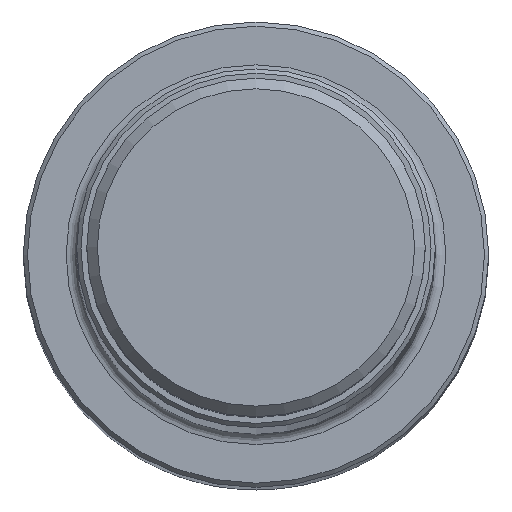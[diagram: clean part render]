
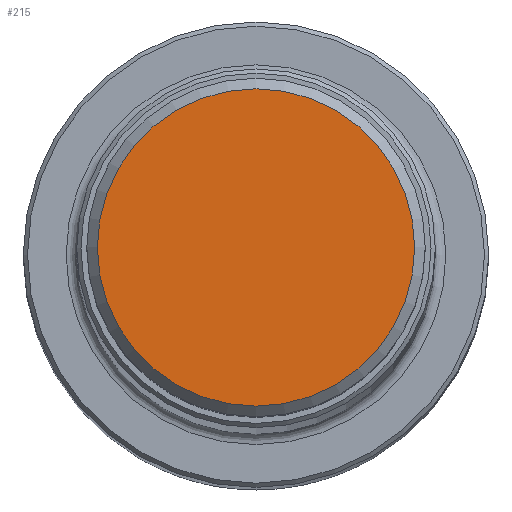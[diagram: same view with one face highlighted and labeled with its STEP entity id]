
A CAD part, top view. The second image highlights one B-rep face of the part: STEP entity #215.
In plain terms, the highlighted planar face has unit normal (0, 0, 1).
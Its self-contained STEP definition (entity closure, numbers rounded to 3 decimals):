
#31=PLANE('',#252);
#68=FACE_OUTER_BOUND('',#100,.T.);
#100=EDGE_LOOP('',(#192));
#118=CIRCLE('',#250,7.5);
#136=VERTEX_POINT('',#645);
#156=EDGE_CURVE('',#136,#136,#118,.T.);
#192=ORIENTED_EDGE('',*,*,#156,.F.);
#215=ADVANCED_FACE('',(#68),#31,.T.);
#250=AXIS2_PLACEMENT_3D('',#646,#307,#308);
#252=AXIS2_PLACEMENT_3D('',#648,#311,#312);
#307=DIRECTION('center_axis',(0.,0.,-1.));
#308=DIRECTION('ref_axis',(-1.,0.,0.));
#311=DIRECTION('center_axis',(0.,0.,1.));
#312=DIRECTION('ref_axis',(1.,0.,0.));
#645=CARTESIAN_POINT('',(7.5,0.,266.5));
#646=CARTESIAN_POINT('Origin',(0.,0.,266.5));
#648=CARTESIAN_POINT('Origin',(0.,0.,
266.5));
